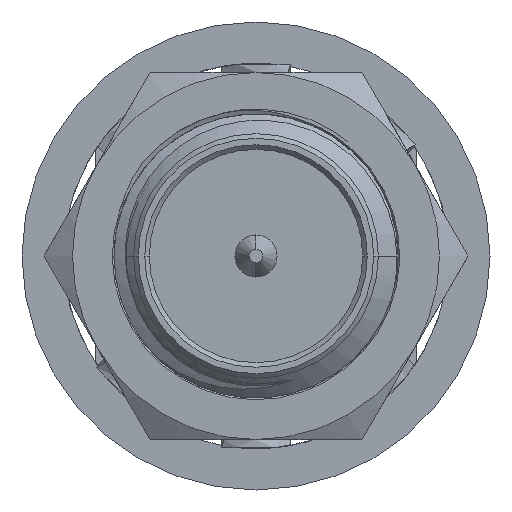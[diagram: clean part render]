
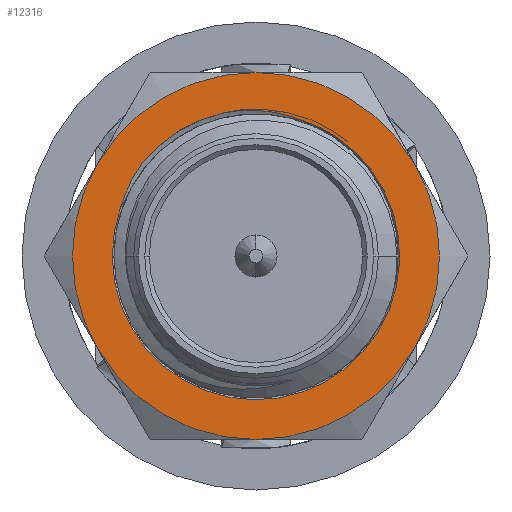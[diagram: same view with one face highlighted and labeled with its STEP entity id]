
A CAD part, left-side view. The second image highlights one B-rep face of the part: STEP entity #12316.
In plain terms, the highlighted planar face has unit normal (-1, 0, 0).
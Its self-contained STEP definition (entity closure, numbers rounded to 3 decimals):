
#2120=CARTESIAN_POINT('',(9.1,0.,0.));
#2121=DIRECTION('',(1.,0.,0.));
#2122=DIRECTION('',(0.,-0.241,0.971));
#2123=AXIS2_PLACEMENT_3D('',#2120,#2121,#2122);
#3582=CARTESIAN_POINT('',(9.1,0.,0.));
#3583=DIRECTION('',(1.,0.,0.));
#3584=DIRECTION('',(0.,0.866,0.5));
#3585=AXIS2_PLACEMENT_3D('',#3582,#3583,#3584);
#3587=CARTESIAN_POINT('',(9.1,0.,0.));
#3588=DIRECTION('',(1.,0.,0.));
#3589=DIRECTION('',(0.,0.,1.));
#3590=AXIS2_PLACEMENT_3D('',#3587,#3588,#3589);
#3592=CARTESIAN_POINT('',(9.1,0.,0.));
#3593=DIRECTION('',(1.,0.,0.));
#3594=DIRECTION('',(0.,-0.866,-0.5));
#3595=AXIS2_PLACEMENT_3D('',#3592,#3593,#3594);
#3597=CARTESIAN_POINT('',(9.1,0.,0.));
#3598=DIRECTION('',(1.,0.,0.));
#3599=DIRECTION('',(0.,0.,-1.));
#3600=AXIS2_PLACEMENT_3D('',#3597,#3598,#3599);
#3602=CARTESIAN_POINT('',(9.1,0.333,3.183));
#3603=CARTESIAN_POINT('',(9.1,0.209,3.188));
#3604=CARTESIAN_POINT('',(9.1,-0.036,3.184));
#3605=CARTESIAN_POINT('',(9.1,-0.402,3.136));
#3606=CARTESIAN_POINT('',(9.1,-0.637,3.077));
#3607=CARTESIAN_POINT('',(9.1,-0.753,3.041));
#3609=CARTESIAN_POINT('',(9.1,2.486,2.015));
#3610=CARTESIAN_POINT('',(9.1,2.41,2.109));
#3611=CARTESIAN_POINT('',(9.1,2.249,2.285));
#3612=CARTESIAN_POINT('',(9.1,1.979,2.523));
#3613=CARTESIAN_POINT('',(9.1,1.684,2.729));
#3614=CARTESIAN_POINT('',(9.1,1.368,2.9));
#3615=CARTESIAN_POINT('',(9.1,1.035,3.035));
#3616=CARTESIAN_POINT('',(9.1,0.688,3.132));
#3617=CARTESIAN_POINT('',(9.1,0.452,3.17));
#3618=CARTESIAN_POINT('',(9.1,0.333,3.183));
#3620=CARTESIAN_POINT('',(9.1,2.959,1.027));
#3621=CARTESIAN_POINT('',(9.1,2.926,1.145));
#3622=CARTESIAN_POINT('',(9.1,2.848,1.375));
#3623=CARTESIAN_POINT('',(9.1,2.689,1.707));
#3624=CARTESIAN_POINT('',(9.1,2.558,1.914));
#3625=CARTESIAN_POINT('',(9.1,2.486,2.015));
#3627=CARTESIAN_POINT('',(9.1,0.,0.));
#3628=DIRECTION('',(-1.,0.,0.));
#3629=DIRECTION('',(0.,0.866,0.5));
#3630=AXIS2_PLACEMENT_3D('',#3627,#3628,#3629);
#3632=CARTESIAN_POINT('',(9.1,0.,0.));
#3633=DIRECTION('',(-1.,0.,0.));
#3634=DIRECTION('',(0.,-0.866,-0.5));
#3635=AXIS2_PLACEMENT_3D('',#3632,#3633,#3634);
#3681=CARTESIAN_POINT('',(9.1,0.333,3.183));
#6614=CARTESIAN_POINT('',(9.1,2.486,2.015));
#7844=CARTESIAN_POINT('',(9.1,3.464,2.));
#7845=CARTESIAN_POINT('',(9.1,0.,4.));
#7846=VERTEX_POINT('',#7844);
#7847=VERTEX_POINT('',#7845);
#7848=CARTESIAN_POINT('',(9.1,-3.464,2.));
#7849=VERTEX_POINT('',#7848);
#7850=CARTESIAN_POINT('',(9.1,-3.464,-2.));
#7851=CARTESIAN_POINT('',(9.1,0.,-4.));
#7852=VERTEX_POINT('',#7850);
#7853=VERTEX_POINT('',#7851);
#7854=CARTESIAN_POINT('',(9.1,3.464,-2.));
#7855=VERTEX_POINT('',#7854);
#7880=VERTEX_POINT('',#6614);
#7882=VERTEX_POINT('',#3681);
#7884=VERTEX_POINT('',#3620);
#7885=VERTEX_POINT('',#3607);
#12290=CARTESIAN_POINT('',(9.1,0.,0.));
#12291=DIRECTION('',(1.,0.,0.));
#12292=DIRECTION('',(0.,-1.,0.));
#12293=AXIS2_PLACEMENT_3D('',#12290,#12291,#12292);
#12294=PLANE('',#12293);
#12296=ORIENTED_EDGE('',*,*,#12295,.F.);
#12297=ORIENTED_EDGE('',*,*,#12283,.T.);
#12299=ORIENTED_EDGE('',*,*,#12298,.T.);
#12301=ORIENTED_EDGE('',*,*,#12300,.F.);
#12303=ORIENTED_EDGE('',*,*,#12302,.T.);
#12305=ORIENTED_EDGE('',*,*,#12304,.T.);
#12306=EDGE_LOOP('',(#12296,#12297,#12299,#12301,#12303,#12305));
#12307=FACE_OUTER_BOUND('',#12306,.F.);
#12308=ORIENTED_EDGE('',*,*,#10676,.F.);
#12310=ORIENTED_EDGE('',*,*,#12309,.F.);
#12312=ORIENTED_EDGE('',*,*,#12311,.F.);
#12313=ORIENTED_EDGE('',*,*,#10862,.F.);
#12314=EDGE_LOOP('',(#12308,#12310,#12312,#12313));
#12315=FACE_BOUND('',#12314,.F.);
#12316=ADVANCED_FACE('',(#12307,#12315),#12294,.F.);
#2124=CIRCLE('',#2123,3.133);
#3586=CIRCLE('',#3585,4.);
#3591=CIRCLE('',#3590,4.);
#3596=CIRCLE('',#3595,4.);
#3601=CIRCLE('',#3600,4.);
#3608=B_SPLINE_CURVE_WITH_KNOTS('',3,(#3602,#3603,#3604,#3605,#3606,#3607),
.UNSPECIFIED.,.F.,.F.,(4,1,1,4),(0.,0.333,0.667,1.),
.UNSPECIFIED.);
#3619=B_SPLINE_CURVE_WITH_KNOTS('',3,(#3609,#3610,#3611,#3612,#3613,#3614,#3615,
#3616,#3617,#3618),.UNSPECIFIED.,.F.,.F.,(4,1,1,1,1,1,1,4),(0.,
0.143,0.286,0.429,0.571,
0.714,0.857,1.),.UNSPECIFIED.);
#3626=B_SPLINE_CURVE_WITH_KNOTS('',3,(#3620,#3621,#3622,#3623,#3624,#3625),
.UNSPECIFIED.,.F.,.F.,(4,1,1,4),(0.,0.333,0.667,1.),
.UNSPECIFIED.);
#3631=CIRCLE('',#3630,4.);
#3636=CIRCLE('',#3635,4.);
#10676=EDGE_CURVE('',#7885,#7884,#2124,.T.);
#10862=EDGE_CURVE('',#7884,#7880,#3626,.T.);
#12283=EDGE_CURVE('',#7846,#7847,#3586,.T.);
#12295=EDGE_CURVE('',#7846,#7855,#3631,.T.);
#12298=EDGE_CURVE('',#7847,#7849,#3591,.T.);
#12300=EDGE_CURVE('',#7852,#7849,#3636,.T.);
#12302=EDGE_CURVE('',#7852,#7853,#3596,.T.);
#12304=EDGE_CURVE('',#7853,#7855,#3601,.T.);
#12309=EDGE_CURVE('',#7882,#7885,#3608,.T.);
#12311=EDGE_CURVE('',#7880,#7882,#3619,.T.);
